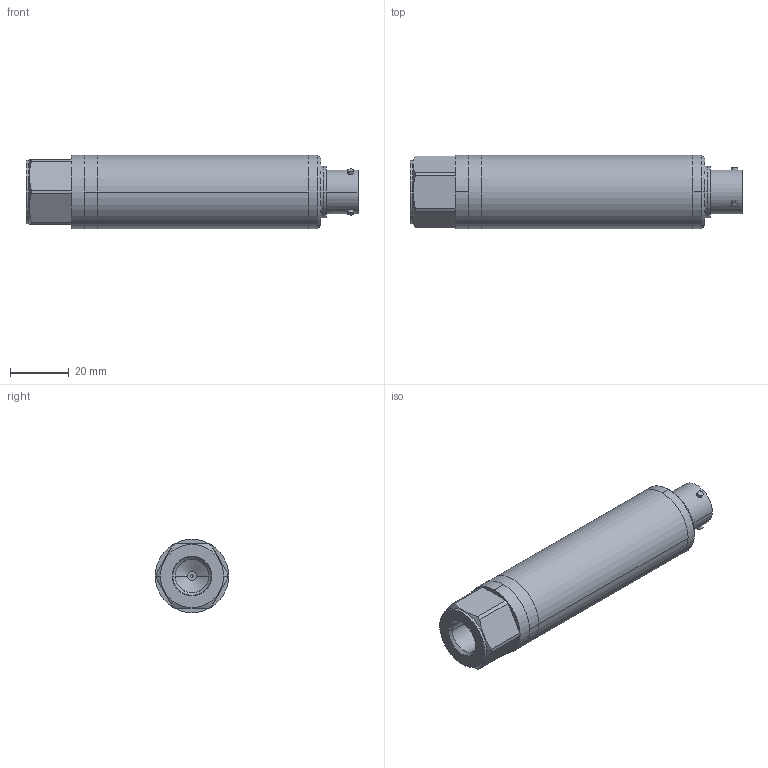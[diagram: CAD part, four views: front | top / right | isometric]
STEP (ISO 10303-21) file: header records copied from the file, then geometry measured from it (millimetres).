
FILE_DESCRIPTION((''),'2;1');
FILE_NAME('DPS806A_ASM','2024-05-08T13:04:27',('emenben'),(''),'CREO PARAMETRIC BY PTC INC, 2020044','CREO PARAMETRIC BY PTC INC, 2020044','');
FILE_SCHEMA(('CONFIG_CONTROL_DESIGN'));
Length unit declared in the file: millimetre
Products named in the file (14): 227-240; 225-422_MCM; GLASS_G2339E; PIN_G2339E; 225-423_MCM_ASM; 220-917; 158-007-01_SHELL; 158-007-01_GLASS; 158-007-01_PIN; O-RING_SILICONE; 158-007-01_ASM; 223-979; DA6650-1_ASM; DPS806A_ASM
Assembly tree (28 placements, depth 4):
  DPS806A_ASM
    227-240
    225-423_MCM_ASM
      225-422_MCM
      GLASS_G2339E  x6
      PIN_G2339E  x6
    220-917
    DA6650-1_ASM
      158-007-01_ASM
        158-007-01_SHELL
        158-007-01_GLASS
        158-007-01_PIN  x6
        O-RING_SILICONE
      223-979
Bounding box: 113.23 x 25.02 x 25.02 mm (x, y, z)
Volume: 16527.9 mm3; surface area: 21168.8 mm2
Topology: 25 solids, 27 shells, 390 faces, 924 edges, 601 vertices
Faces by surface type: cylinder 188, plane 141, torus 40, cone 21
Entity records: 7536 total; most frequent: DIRECTION 1429, CARTESIAN_POINT 1407, ORIENTED_EDGE 1076, AXIS2_PLACEMENT_3D 605, EDGE_CURVE 542, VERTEX_POINT 351, CIRCLE 305, EDGE_LOOP 289
